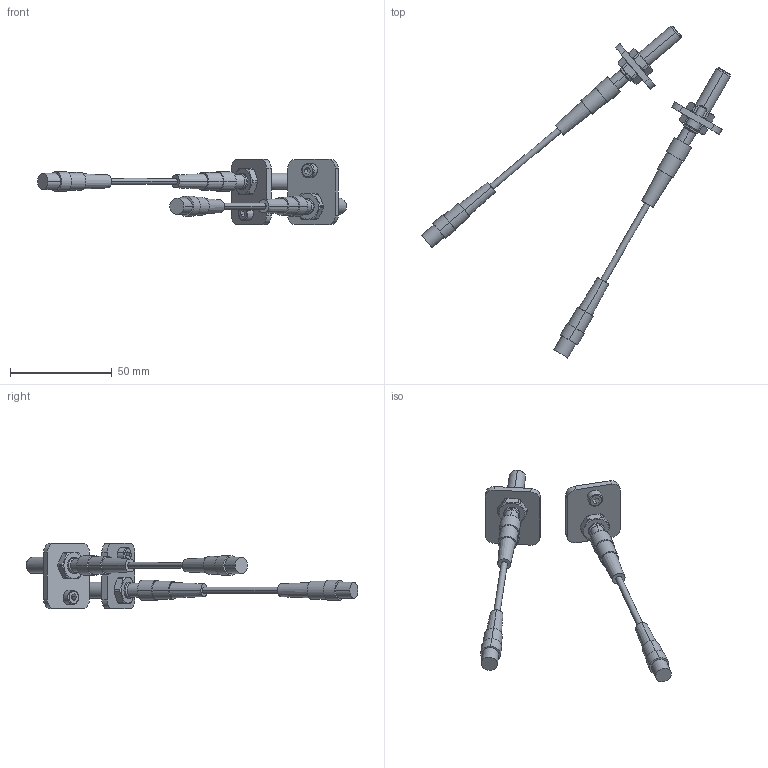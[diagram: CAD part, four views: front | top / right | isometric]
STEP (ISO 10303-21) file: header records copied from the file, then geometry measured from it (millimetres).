
FILE_DESCRIPTION (( 'STEP AP214' ), '1' );
FILE_NAME ('P7293.STEP', '2022-12-16T06:55:56', ( '' ), ( '' ), 'SwSTEP 2.0', 'SolidWorks 2021', '' );
FILE_SCHEMA (( 'AUTOMOTIVE_DESIGN' ));
Length unit declared in the file: millimetre
Products named in the file (1): P7293
Bounding box: 151.73 x 163.07 x 32 mm (x, y, z)
Volume: 19844.6 mm3; surface area: 14431.8 mm2
Topology: 12 solids, 12 shells, 370 faces, 870 edges, 558 vertices
Faces by surface type: plane 158, cylinder 140, cone 68, torus 4
Entity records: 15121 total; most frequent: CARTESIAN_POINT 2323, DIRECTION 1832, ORIENTED_EDGE 1740, EDGE_CURVE 870, AXIS2_PLACEMENT_3D 703, VERTEX_POINT 558, LINE 426, VECTOR 426
